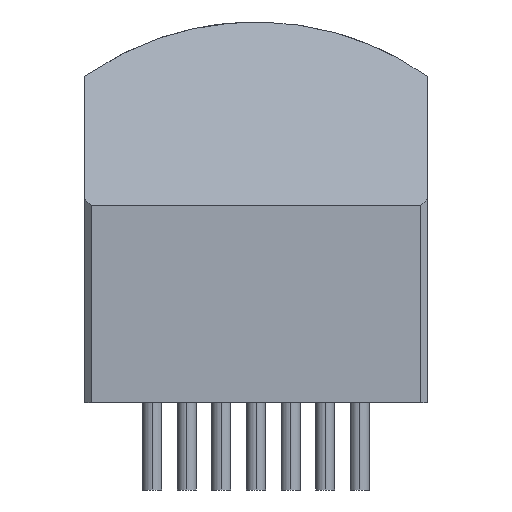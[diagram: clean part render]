
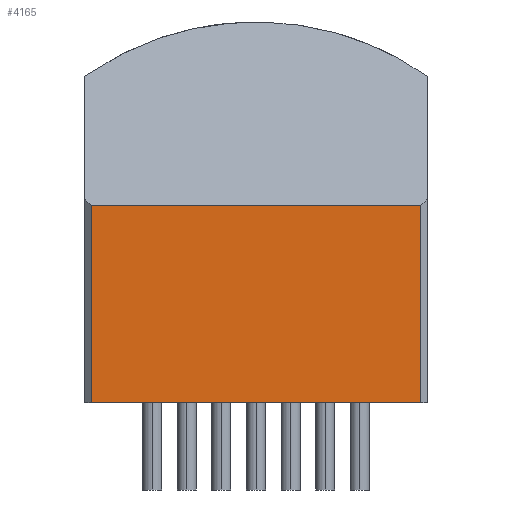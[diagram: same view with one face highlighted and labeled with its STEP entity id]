
A CAD part, left-side view. The second image highlights one B-rep face of the part: STEP entity #4165.
In plain terms, the highlighted planar face has unit normal (-1, 0, 0).
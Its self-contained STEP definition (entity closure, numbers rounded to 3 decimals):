
#4085=CARTESIAN_POINT('',(-6.59,-6.05,7.25));
#4086=VERTEX_POINT('',#4085);
#4118=CARTESIAN_POINT('',(-6.59,6.05,7.25));
#4119=VERTEX_POINT('',#4118);
#4126=CARTESIAN_POINT('',(-6.59,-6.05,7.25));
#4127=DIRECTION('',(0.0,1.0,0.0));
#4128=VECTOR('',#4127,12.1);
#4129=LINE('',#4126,#4128);
#4130=EDGE_CURVE('',#4086,#4119,#4129,.T.);
#4135=CARTESIAN_POINT('',(-6.59,-6.655,-0.363));
#4136=DIRECTION('',(1.0,0.0,0.0));
#4137=DIRECTION('',(0.0,1.0,0.0));
#4138=AXIS2_PLACEMENT_3D('',#4135,#4136,#4137);
#4139=PLANE('',#4138);
#4140=ORIENTED_EDGE('',*,*,#4130,.T.);
#4141=CARTESIAN_POINT('',(-6.59,6.05,0.0));
#4142=VERTEX_POINT('',#4141);
#4143=CARTESIAN_POINT('',(-6.59,6.05,0.0));
#4144=DIRECTION('',(0.0,0.0,1.0));
#4145=VECTOR('',#4144,7.25);
#4146=LINE('',#4143,#4145);
#4147=EDGE_CURVE('',#4142,#4119,#4146,.T.);
#4148=ORIENTED_EDGE('',*,*,#4147,.F.);
#4149=CARTESIAN_POINT('',(-6.59,-6.05,0.0));
#4150=VERTEX_POINT('',#4149);
#4151=CARTESIAN_POINT('',(-6.59,6.05,0.0));
#4152=DIRECTION('',(0.0,-1.0,0.0));
#4153=VECTOR('',#4152,12.1);
#4154=LINE('',#4151,#4153);
#4155=EDGE_CURVE('',#4142,#4150,#4154,.T.);
#4156=ORIENTED_EDGE('',*,*,#4155,.T.);
#4157=CARTESIAN_POINT('',(-6.59,-6.05,7.25));
#4158=DIRECTION('',(0.0,0.0,-1.0));
#4159=VECTOR('',#4158,7.25);
#4160=LINE('',#4157,#4159);
#4161=EDGE_CURVE('',#4086,#4150,#4160,.T.);
#4162=ORIENTED_EDGE('',*,*,#4161,.F.);
#4163=EDGE_LOOP('',(#4140,#4148,#4156,#4162));
#4164=FACE_OUTER_BOUND('',#4163,.T.);
#4165=ADVANCED_FACE('',(#4164),#4139,.F.);
